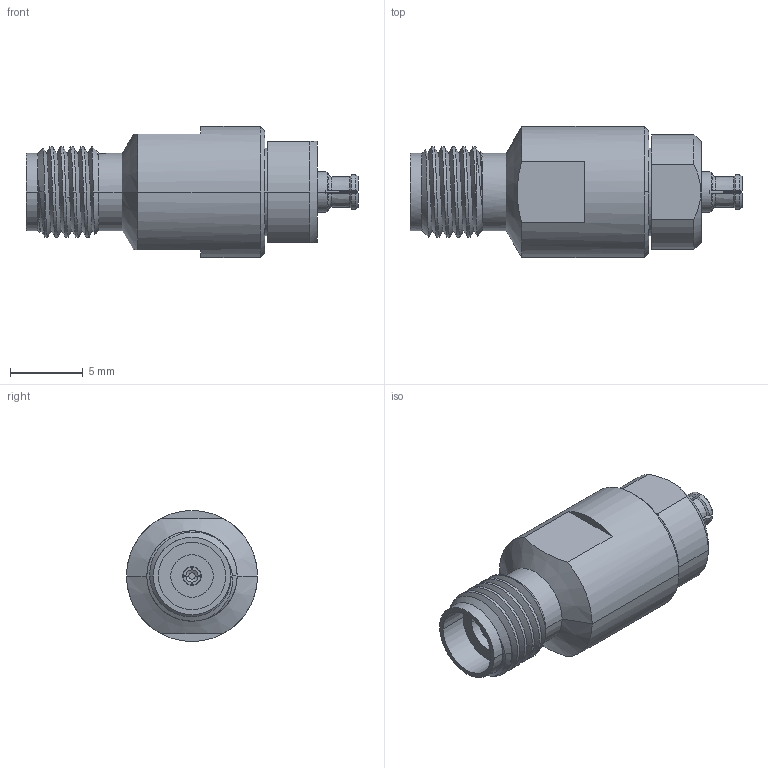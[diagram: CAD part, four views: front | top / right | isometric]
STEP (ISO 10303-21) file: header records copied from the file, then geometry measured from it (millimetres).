
FILE_DESCRIPTION (( 'STEP AP214' ), '1' );
FILE_NAME ('FMAD10183_3D.step', '2026-03-10T19:34:51', ( '' ), ( '' ), 'SwSTEP 2.0', 'SolidWorks 2025', '' );
FILE_SCHEMA (( 'AUTOMOTIVE_DESIGN' ));
Length unit declared in the file: millimetre
Products named in the file (1): FMAD10183_3D
Bounding box: 22.8 x 9 x 9 mm (x, y, z)
Volume: 1028.6 mm3; surface area: 945.3 mm2
Topology: 2 solids, 2 shells, 192 faces, 483 edges, 299 vertices
Faces by surface type: cone 67, plane 67, cylinder 46, torus 8, bspline 4
Entity records: 7207 total; most frequent: CARTESIAN_POINT 2704, ORIENTED_EDGE 962, DIRECTION 920, EDGE_CURVE 481, AXIS2_PLACEMENT_3D 380, VERTEX_POINT 299, EDGE_LOOP 198, ADVANCED_FACE 192
